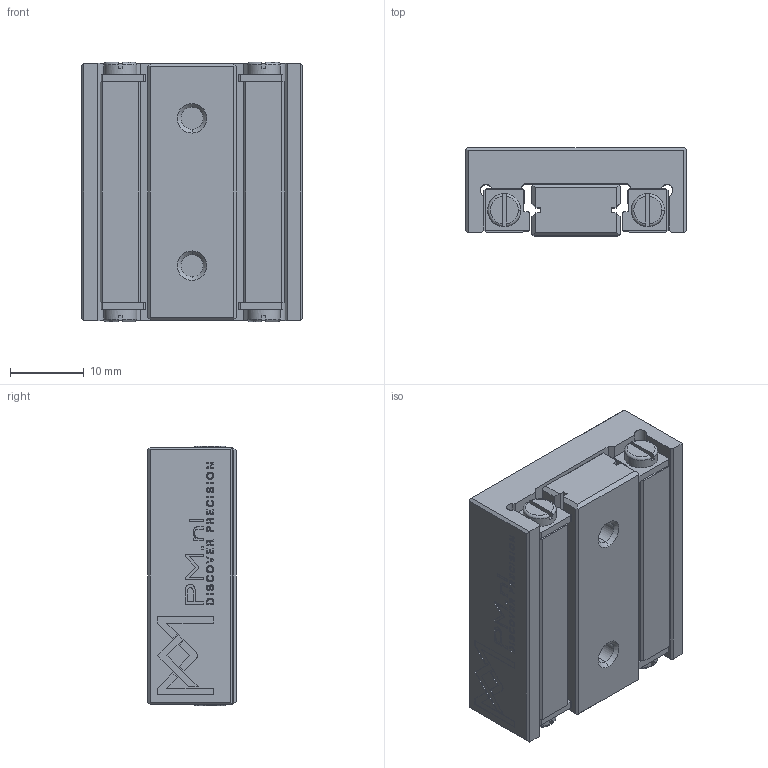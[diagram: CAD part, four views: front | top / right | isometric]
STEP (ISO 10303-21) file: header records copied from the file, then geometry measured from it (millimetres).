
FILE_DESCRIPTION(/* description */ (''),/* implementation_level */ '2;1');
FILE_NAME(/* name */ 'RTS-2035.stp',/* time_stamp */ '2024-10-04T09:11:14+02:00',/* author */ (''),/* organization */ (''),/* preprocessor_version */ 'ST-DEVELOPER v16.7',/* originating_system */ 'SIEMENS PLM Software NX 12.0',/* authorisation */ '');
FILE_SCHEMA (('AUTOMOTIVE_DESIGN { 1 0 10303 214 3 1 1 1 }'));
Length unit declared in the file: millimetre
Products named in the file (1): RTS-2035_stp
Bounding box: 30 x 12 x 35.2 mm (x, y, z)
Volume: 10993.8 mm3; surface area: 7125 mm2
Topology: 2 solids, 2 shells, 879 faces, 2341 edges, 1542 vertices
Faces by surface type: plane 589, bspline 180, cylinder 66, cone 24, torus 20
Entity records: 34033 total; most frequent: CARTESIAN_POINT 7595, ORIENTED_EDGE 4682, DIRECTION 3565, EDGE_CURVE 2341, LINE 1741, VECTOR 1741, VERTEX_POINT 1542, EDGE_LOOP 969
